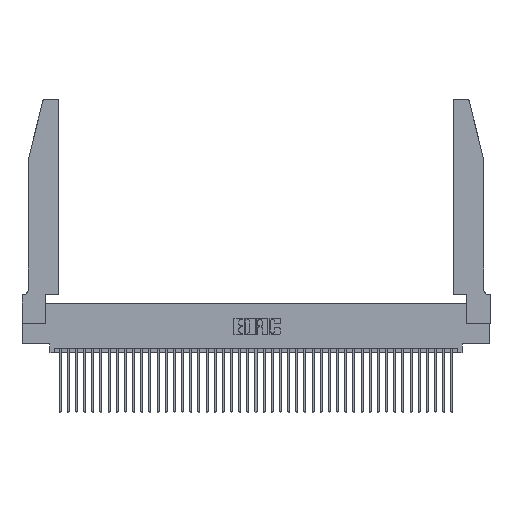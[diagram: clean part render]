
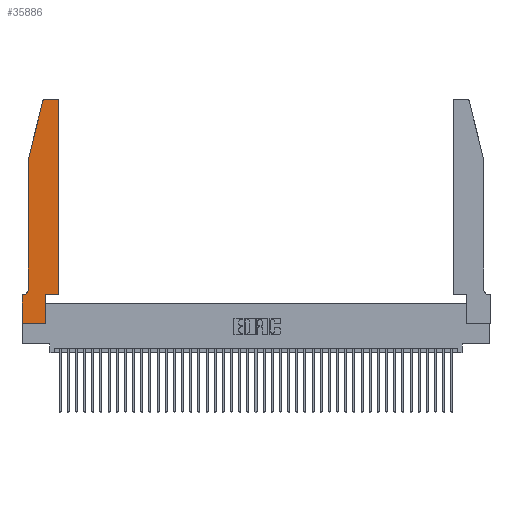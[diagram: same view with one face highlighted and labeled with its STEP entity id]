
A CAD part, top view. The second image highlights one B-rep face of the part: STEP entity #35886.
In plain terms, the highlighted planar face has unit normal (0, 0, 1).
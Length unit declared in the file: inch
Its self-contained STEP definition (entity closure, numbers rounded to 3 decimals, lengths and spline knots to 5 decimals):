
#1298 = LINE ( 'NONE', #32370, #35090 ) ;
#1446 = AXIS2_PLACEMENT_3D ( 'NONE', #31522, #28377, #18890 ) ;
#1573 = LINE ( 'NONE', #34466, #4102 ) ;
#2454 = VERTEX_POINT ( 'NONE', #31456 ) ;
#2817 = ORIENTED_EDGE ( 'NONE', *, *, #21379, .T. ) ;
#2851 = DIRECTION ( 'NONE',  ( 1., 0., 0. ) ) ;
#2852 = DIRECTION ( 'NONE',  ( 1., 0., 0. ) ) ;
#2999 = CARTESIAN_POINT ( 'NONE',  ( 0.4505, 2.72, 0.37 ) ) ;
#3475 = EDGE_CURVE ( 'NONE', #7573, #13186, #1298, .T. ) ;
#4102 = VECTOR ( 'NONE', #37811, 39.37008 ) ;
#4603 = DIRECTION ( 'NONE',  ( 1., 0., 0. ) ) ;
#4843 = LINE ( 'NONE', #8959, #38190 ) ;
#4931 = EDGE_CURVE ( 'NONE', #2454, #30742, #25752, .T. ) ;
#5409 = EDGE_LOOP ( 'NONE', ( #15972, #23894, #18240, #41083, #2817, #12227, #25898, #25314, #34149, #11082, #33065, #10649 ) ) ;
#5426 = AXIS2_PLACEMENT_3D ( 'NONE', #29163, #41677, #2851 ) ;
#6252 = VERTEX_POINT ( 'NONE', #17110 ) ;
#6916 = CIRCLE ( 'NONE', #1446, 0.07 ) ;
#7573 = VERTEX_POINT ( 'NONE', #42086 ) ;
#8959 = CARTESIAN_POINT ( 'NONE',  ( 0.0755, 2., 0.37 ) ) ;
#9279 = CARTESIAN_POINT ( 'NONE',  ( 0., 0., 0.37 ) ) ;
#9777 = LINE ( 'NONE', #20228, #24021 ) ;
#10649 = ORIENTED_EDGE ( 'NONE', *, *, #22770, .T. ) ;
#11082 = ORIENTED_EDGE ( 'NONE', *, *, #4931, .T. ) ;
#11110 = DIRECTION ( 'NONE',  ( 0., 1., 0. ) ) ;
#11326 = AXIS2_PLACEMENT_3D ( 'NONE', #40530, #37657, #21300 ) ;
#11754 = CARTESIAN_POINT ( 'NONE',  ( 0.4205, 2.75, 0.37 ) ) ;
#11920 = EDGE_CURVE ( 'NONE', #22905, #2454, #1573, .T. ) ;
#12227 = ORIENTED_EDGE ( 'NONE', *, *, #24180, .T. ) ;
#13186 = VERTEX_POINT ( 'NONE', #29128 ) ;
#13732 = CARTESIAN_POINT ( 'NONE',  ( 0.4505, 0.35, 0.37 ) ) ;
#14487 = DIRECTION ( 'NONE',  ( -1., 0., 0. ) ) ;
#15449 = VECTOR ( 'NONE', #4603, 39.37008 ) ;
#15972 = ORIENTED_EDGE ( 'NONE', *, *, #27794, .T. ) ;
#16558 = LINE ( 'NONE', #9279, #26334 ) ;
#17110 = CARTESIAN_POINT ( 'NONE',  ( 0.25487, 2.72718, 0.37 ) ) ;
#18240 = ORIENTED_EDGE ( 'NONE', *, *, #24971, .T. ) ;
#18366 = DIRECTION ( 'NONE',  ( 1., 0., 0. ) ) ;
#18890 = DIRECTION ( 'NONE',  ( -1., 0., 0. ) ) ;
#20228 = CARTESIAN_POINT ( 'NONE',  ( 0.0755, 2., 0.37 ) ) ;
#20351 = CARTESIAN_POINT ( 'NONE',  ( 0.0755, 2., 0.37 ) ) ;
#20981 = LINE ( 'NONE', #40342, #33295 ) ;
#21300 = DIRECTION ( 'NONE',  ( 1., 0., 0. ) ) ;
#21379 = EDGE_CURVE ( 'NONE', #32238, #33837, #6916, .T. ) ;
#21385 = CARTESIAN_POINT ( 'NONE',  ( 0.284, 2.72, 0.37 ) ) ;
#22082 = DIRECTION ( 'NONE',  ( -0.239, -0.971, 0. ) ) ;
#22218 = DIRECTION ( 'NONE',  ( -1., 0., 0. ) ) ;
#22474 = CARTESIAN_POINT ( 'NONE',  ( 0.4505, 0.35, 0.37 ) ) ;
#22753 = DIRECTION ( 'NONE',  ( 0., -1., 0. ) ) ;
#22770 = EDGE_CURVE ( 'NONE', #33207, #33414, #23105, .T. ) ;
#22905 = VERTEX_POINT ( 'NONE', #40617 ) ;
#23105 = CIRCLE ( 'NONE', #11326, 0.03 ) ;
#23548 = CARTESIAN_POINT ( 'NONE',  ( 0.0055, 0.35, 0.37 ) ) ;
#23894 = ORIENTED_EDGE ( 'NONE', *, *, #41587, .T. ) ;
#24021 = VECTOR ( 'NONE', #22082, 39.37008 ) ;
#24180 = EDGE_CURVE ( 'NONE', #33837, #7573, #25172, .T. ) ;
#24871 = EDGE_CURVE ( 'NONE', #30742, #33207, #20981, .T. ) ;
#24971 = EDGE_CURVE ( 'NONE', #6252, #35009, #9777, .T. ) ;
#25172 = LINE ( 'NONE', #27819, #31844 ) ;
#25244 = FACE_OUTER_BOUND ( 'NONE', #5409, .T. ) ;
#25254 = DIRECTION ( 'NONE',  ( 0., -1., 0. ) ) ;
#25314 = ORIENTED_EDGE ( 'NONE', *, *, #41329, .T. ) ;
#25752 = LINE ( 'NONE', #13732, #15449 ) ;
#25898 = ORIENTED_EDGE ( 'NONE', *, *, #3475, .T. ) ;
#26334 = VECTOR ( 'NONE', #2852, 39.37008 ) ;
#26513 = CARTESIAN_POINT ( 'NONE',  ( 0.0755, 0.42, 0.37 ) ) ;
#26971 = CARTESIAN_POINT ( 'NONE',  ( 0.284, 2.75, 0.37 ) ) ;
#27461 = AXIS2_PLACEMENT_3D ( 'NONE', #21385, #41627, #18366 ) ;
#27794 = EDGE_CURVE ( 'NONE', #33414, #39681, #30823, .T. ) ;
#27819 = CARTESIAN_POINT ( 'NONE',  ( 0.0755, 0.35, 0.37 ) ) ;
#28377 = DIRECTION ( 'NONE',  ( 0., 0., -1. ) ) ;
#29128 = CARTESIAN_POINT ( 'NONE',  ( 0., 0., 0.37 ) ) ;
#29163 = CARTESIAN_POINT ( 'NONE',  ( 0., 0.35, 0.37 ) ) ;
#30430 = CIRCLE ( 'NONE', #27461, 0.03 ) ;
#30742 = VERTEX_POINT ( 'NONE', #22474 ) ;
#30785 = VECTOR ( 'NONE', #14487, 39.37008 ) ;
#30823 = LINE ( 'NONE', #34572, #30785 ) ;
#31456 = CARTESIAN_POINT ( 'NONE',  ( 0.2865, 0.35, 0.37 ) ) ;
#31522 = CARTESIAN_POINT ( 'NONE',  ( 0.0055, 0.42, 0.37 ) ) ;
#31844 = VECTOR ( 'NONE', #22218, 39.37008 ) ;
#32238 = VERTEX_POINT ( 'NONE', #26513 ) ;
#32370 = CARTESIAN_POINT ( 'NONE',  ( 0., 0., 0.37 ) ) ;
#33065 = ORIENTED_EDGE ( 'NONE', *, *, #24871, .T. ) ;
#33207 = VERTEX_POINT ( 'NONE', #2999 ) ;
#33295 = VECTOR ( 'NONE', #11110, 39.37008 ) ;
#33414 = VERTEX_POINT ( 'NONE', #11754 ) ;
#33837 = VERTEX_POINT ( 'NONE', #23548 ) ;
#34149 = ORIENTED_EDGE ( 'NONE', *, *, #11920, .T. ) ;
#34454 = PLANE ( 'NONE',  #5426 ) ;
#34466 = CARTESIAN_POINT ( 'NONE',  ( 0.2865, 0.35, 0.37 ) ) ;
#34572 = CARTESIAN_POINT ( 'NONE',  ( 0.2605, 2.75, 0.37 ) ) ;
#34614 = EDGE_CURVE ( 'NONE', #35009, #32238, #4843, .T. ) ;
#35009 = VERTEX_POINT ( 'NONE', #20351 ) ;
#35090 = VECTOR ( 'NONE', #22753, 39.37008 ) ;
#35886 = ADVANCED_FACE ( 'NONE', ( #25244 ), #34454, .T. ) ;
#37657 = DIRECTION ( 'NONE',  ( 0., 0., 1. ) ) ;
#37811 = DIRECTION ( 'NONE',  ( 0., 1., 0. ) ) ;
#38190 = VECTOR ( 'NONE', #25254, 39.37008 ) ;
#39681 = VERTEX_POINT ( 'NONE', #26971 ) ;
#40342 = CARTESIAN_POINT ( 'NONE',  ( 0.4505, 0.35, 0.37 ) ) ;
#40530 = CARTESIAN_POINT ( 'NONE',  ( 0.4205, 2.72, 0.37 ) ) ;
#40617 = CARTESIAN_POINT ( 'NONE',  ( 0.2865, 0., 0.37 ) ) ;
#41083 = ORIENTED_EDGE ( 'NONE', *, *, #34614, .T. ) ;
#41329 = EDGE_CURVE ( 'NONE', #13186, #22905, #16558, .T. ) ;
#41587 = EDGE_CURVE ( 'NONE', #39681, #6252, #30430, .T. ) ;
#41627 = DIRECTION ( 'NONE',  ( 0., 0., 1. ) ) ;
#41677 = DIRECTION ( 'NONE',  ( 0., 0., 1. ) ) ;
#42086 = CARTESIAN_POINT ( 'NONE',  ( 0., 0.35, 0.37 ) ) ;
